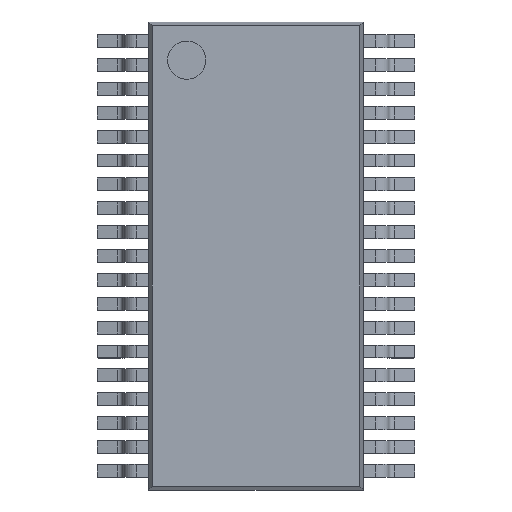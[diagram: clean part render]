
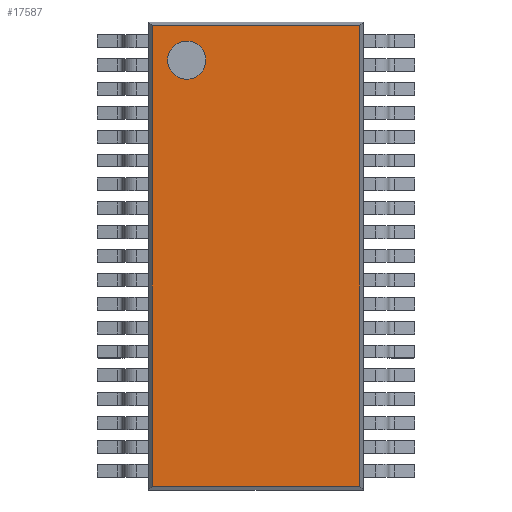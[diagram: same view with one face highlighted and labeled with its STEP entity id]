
A CAD part, top view. The second image highlights one B-rep face of the part: STEP entity #17587.
In plain terms, the highlighted planar face has unit normal (0, 0, 1).
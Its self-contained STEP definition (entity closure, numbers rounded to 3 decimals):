
#17242=CARTESIAN_POINT('',(-1.05,4.1,1.1));
#17243=VERTEX_POINT('',#17242);
#17252=CARTESIAN_POINT('',(-1.85,4.1,1.1));
#17253=VERTEX_POINT('',#17252);
#17254=CARTESIAN_POINT('',(-1.45,4.1,1.1));
#17255=DIRECTION('',(0.0,0.0,-1.0));
#17256=DIRECTION('',(1.0,0.0,0.0));
#17257=AXIS2_PLACEMENT_3D('',#17254,#17255,#17256);
#17258=CIRCLE('',#17257,0.4);
#17259=EDGE_CURVE('',#17253,#17243,#17258,.T.);
#17293=CARTESIAN_POINT('',(-1.45,4.1,1.1));
#17294=DIRECTION('',(0.0,0.0,-1.0));
#17295=DIRECTION('',(1.0,0.0,0.0));
#17296=AXIS2_PLACEMENT_3D('',#17293,#17294,#17295);
#17297=CIRCLE('',#17296,0.4);
#17298=EDGE_CURVE('',#17243,#17253,#17297,.T.);
#17527=CARTESIAN_POINT('',(2.172,4.822,1.1));
#17528=VERTEX_POINT('',#17527);
#17536=CARTESIAN_POINT('',(-2.172,4.822,1.1));
#17537=VERTEX_POINT('',#17536);
#17544=CARTESIAN_POINT('',(2.172,4.822,1.1));
#17545=DIRECTION('',(-1.0,0.0,0.0));
#17546=VECTOR('',#17545,4.344);
#17547=LINE('',#17544,#17546);
#17548=EDGE_CURVE('',#17537,#17528,#17547,.F.);
#17553=CARTESIAN_POINT('',(0.0,0.,1.1));
#17554=DIRECTION('',(0.0,0.0,1.0));
#17555=DIRECTION('',(1.0,0.0,0.0));
#17556=AXIS2_PLACEMENT_3D('',#17553,#17554,#17555);
#17557=PLANE('',#17556);
#17558=ORIENTED_EDGE('',*,*,#17548,.F.);
#17559=CARTESIAN_POINT('',(-2.172,-4.822,1.1));
#17560=VERTEX_POINT('',#17559);
#17561=CARTESIAN_POINT('',(-2.172,4.822,1.1));
#17562=DIRECTION('',(0.0,-1.0,0.0));
#17563=VECTOR('',#17562,9.644);
#17564=LINE('',#17561,#17563);
#17565=EDGE_CURVE('',#17560,#17537,#17564,.F.);
#17566=ORIENTED_EDGE('',*,*,#17565,.F.);
#17567=CARTESIAN_POINT('',(2.172,-4.822,1.1));
#17568=VERTEX_POINT('',#17567);
#17569=CARTESIAN_POINT('',(-2.172,-4.822,1.1));
#17570=DIRECTION('',(1.0,0.0,0.0));
#17571=VECTOR('',#17570,4.344);
#17572=LINE('',#17569,#17571);
#17573=EDGE_CURVE('',#17568,#17560,#17572,.F.);
#17574=ORIENTED_EDGE('',*,*,#17573,.F.);
#17575=CARTESIAN_POINT('',(2.172,-4.822,1.1));
#17576=DIRECTION('',(0.0,1.0,0.0));
#17577=VECTOR('',#17576,9.644);
#17578=LINE('',#17575,#17577);
#17579=EDGE_CURVE('',#17528,#17568,#17578,.F.);
#17580=ORIENTED_EDGE('',*,*,#17579,.F.);
#17581=EDGE_LOOP('',(#17558,#17566,#17574,#17580));
#17582=FACE_OUTER_BOUND('',#17581,.T.);
#17583=ORIENTED_EDGE('',*,*,#17298,.T.);
#17584=ORIENTED_EDGE('',*,*,#17259,.T.);
#17585=EDGE_LOOP('',(#17583,#17584));
#17586=FACE_BOUND('',#17585,.T.);
#17587=ADVANCED_FACE('',(#17582,#17586),#17557,.T.);
